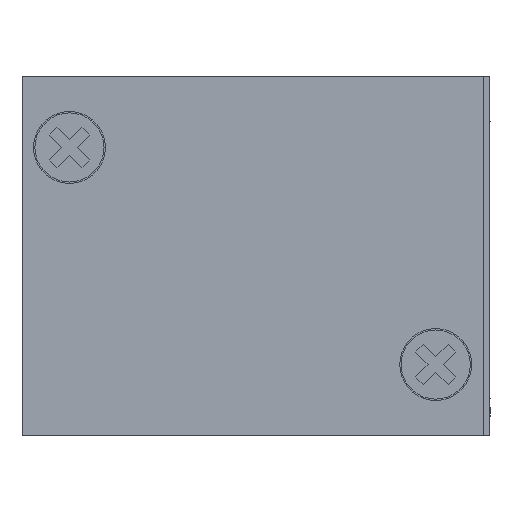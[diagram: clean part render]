
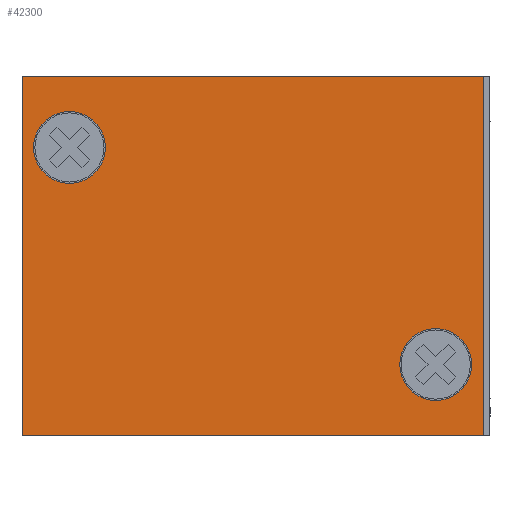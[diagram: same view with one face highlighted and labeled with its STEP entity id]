
A CAD part, left-side view. The second image highlights one B-rep face of the part: STEP entity #42300.
In plain terms, the highlighted face is planar.
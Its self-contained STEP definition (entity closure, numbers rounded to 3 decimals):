
#5807 = EDGE_CURVE ( 'NONE', #14696, #14694, #20242, .T. ) ;
#5823 = EDGE_CURVE ( 'NONE', #14683, #14681, #20254, .T. ) ;
#5923 = EDGE_CURVE ( 'NONE', #14681, #14683, #20338, .T. ) ;
#5933 = EDGE_CURVE ( 'NONE', #14614, #14612, #20346, .T. ) ;
#5939 = EDGE_CURVE ( 'NONE', #14609, #14614, #20352, .T. ) ;
#5943 = EDGE_CURVE ( 'NONE', #14609, #14607, #20356, .T. ) ;
#5948 = EDGE_CURVE ( 'NONE', #14607, #14612, #20360, .T. ) ;
#5950 = EDGE_CURVE ( 'NONE', #14694, #14696, #20362, .T. ) ;
#7967 = FACE_BOUND ( 'NONE', #35435, .T. ) ;
#7968 = FACE_BOUND ( 'NONE', #35436, .T. ) ;
#7969 = FACE_OUTER_BOUND ( 'NONE', #35431, .T. ) ;
#9347 = ORIENTED_EDGE ( 'NONE', *, *, #5950, .F. ) ;
#9348 = ORIENTED_EDGE ( 'NONE', *, *, #5807, .F. ) ;
#9349 = ORIENTED_EDGE ( 'NONE', *, *, #5923, .F. ) ;
#9350 = ORIENTED_EDGE ( 'NONE', *, *, #5823, .F. ) ;
#9351 = ORIENTED_EDGE ( 'NONE', *, *, #5948, .F. ) ;
#9352 = ORIENTED_EDGE ( 'NONE', *, *, #5943, .F. ) ;
#9353 = ORIENTED_EDGE ( 'NONE', *, *, #5939, .T. ) ;
#9354 = ORIENTED_EDGE ( 'NONE', *, *, #5933, .T. ) ;
#11891 = PLANE ( 'NONE',  #15713 ) ;
#11892 = CARTESIAN_POINT ( 'NONE',  ( 0., -33.671, 3.25 ) ) ;
#11893 = DIRECTION ( 'NONE',  ( 0., 0., 1. ) ) ;
#11894 = DIRECTION ( 'NONE',  ( 1., 0., 0. ) ) ;
#14607 = VERTEX_POINT ( 'NONE', #37748 ) ;
#14609 = VERTEX_POINT ( 'NONE', #37749 ) ;
#14612 = VERTEX_POINT ( 'NONE', #37750 ) ;
#14614 = VERTEX_POINT ( 'NONE', #37751 ) ;
#14681 = VERTEX_POINT ( 'NONE', #37784 ) ;
#14683 = VERTEX_POINT ( 'NONE', #37785 ) ;
#14694 = VERTEX_POINT ( 'NONE', #37792 ) ;
#14696 = VERTEX_POINT ( 'NONE', #37793 ) ;
#15713 = AXIS2_PLACEMENT_3D ( 'NONE', #11892, #11893, #11894 ) ;
#20242 = CIRCLE ( 'NONE', #33253, 2.65 ) ;
#20254 = CIRCLE ( 'NONE', #33257, 2.65 ) ;
#20338 = CIRCLE ( 'NONE', #33263, 2.65 ) ;
#20346 = LINE ( 'NONE', #36657, #20347 ) ;
#20347 = VECTOR ( 'NONE', #36659, 1000. ) ;
#20352 = LINE ( 'NONE', #36671, #20353 ) ;
#20353 = VECTOR ( 'NONE', #36672, 1000. ) ;
#20356 = LINE ( 'NONE', #36680, #20357 ) ;
#20357 = VECTOR ( 'NONE', #36681, 1000. ) ;
#20360 = LINE ( 'NONE', #36689, #20361 ) ;
#20361 = VECTOR ( 'NONE', #36690, 1000. ) ;
#20362 = CIRCLE ( 'NONE', #33264, 2.65 ) ;
#22178 = CARTESIAN_POINT ( 'NONE',  ( 8., 13.5, 3.25 ) ) ;
#22179 = DIRECTION ( 'NONE',  ( 0., 0., 1. ) ) ;
#22180 = DIRECTION ( 'NONE',  ( 1., 0., 0. ) ) ;
#22198 = CARTESIAN_POINT ( 'NONE',  ( -8., -13.5, 3.25 ) ) ;
#22199 = DIRECTION ( 'NONE',  ( 0., 0., 1. ) ) ;
#22200 = DIRECTION ( 'NONE',  ( 1., 0., 0. ) ) ;
#33253 = AXIS2_PLACEMENT_3D ( 'NONE', #22178, #22179, #22180 ) ;
#33257 = AXIS2_PLACEMENT_3D ( 'NONE', #22198, #22199, #22200 ) ;
#33263 = AXIS2_PLACEMENT_3D ( 'NONE', #36633, #36635, #36636 ) ;
#33264 = AXIS2_PLACEMENT_3D ( 'NONE', #36693, #36695, #36697 ) ;
#35431 = EDGE_LOOP ( 'NONE', ( #9351, #9352, #9353, #9354 ) ) ;
#35435 = EDGE_LOOP ( 'NONE', ( #9347, #9348 ) ) ;
#35436 = EDGE_LOOP ( 'NONE', ( #9349, #9350 ) ) ;
#36633 = CARTESIAN_POINT ( 'NONE',  ( -8., -13.5, 3.25 ) ) ;
#36635 = DIRECTION ( 'NONE',  ( 0., 0., 1. ) ) ;
#36636 = DIRECTION ( 'NONE',  ( 1., 0., 0. ) ) ;
#36657 = CARTESIAN_POINT ( 'NONE',  ( 0., -17., 3.25 ) ) ;
#36659 = DIRECTION ( 'NONE',  ( 1., 0., 0. ) ) ;
#36671 = CARTESIAN_POINT ( 'NONE',  ( -13.25, -33.671, 3.25 ) ) ;
#36672 = DIRECTION ( 'NONE',  ( 0., -1., 0. ) ) ;
#36680 = CARTESIAN_POINT ( 'NONE',  ( 0., 17., 3.25 ) ) ;
#36681 = DIRECTION ( 'NONE',  ( 1., 0., 0. ) ) ;
#36689 = CARTESIAN_POINT ( 'NONE',  ( 13.25, -33.671, 3.25 ) ) ;
#36690 = DIRECTION ( 'NONE',  ( 0., -1., 0. ) ) ;
#36693 = CARTESIAN_POINT ( 'NONE',  ( 8., 13.5, 3.25 ) ) ;
#36695 = DIRECTION ( 'NONE',  ( 0., 0., 1. ) ) ;
#36697 = DIRECTION ( 'NONE',  ( 1., 0., 0. ) ) ;
#37748 = CARTESIAN_POINT ( 'NONE',  ( 13.25, 17., 3.25 ) ) ;
#37749 = CARTESIAN_POINT ( 'NONE',  ( -13.25, 17., 3.25 ) ) ;
#37750 = CARTESIAN_POINT ( 'NONE',  ( 13.25, -17., 3.25 ) ) ;
#37751 = CARTESIAN_POINT ( 'NONE',  ( -13.25, -17., 3.25 ) ) ;
#37784 = CARTESIAN_POINT ( 'NONE',  ( -5.35, -13.5, 3.25 ) ) ;
#37785 = CARTESIAN_POINT ( 'NONE',  ( -10.65, -13.5, 3.25 ) ) ;
#37792 = CARTESIAN_POINT ( 'NONE',  ( 10.65, 13.5, 3.25 ) ) ;
#37793 = CARTESIAN_POINT ( 'NONE',  ( 5.35, 13.5, 3.25 ) ) ;
#42300 = ADVANCED_FACE ( 'NONE', ( #7967, #7968, #7969 ), #11891, .T. ) ;
